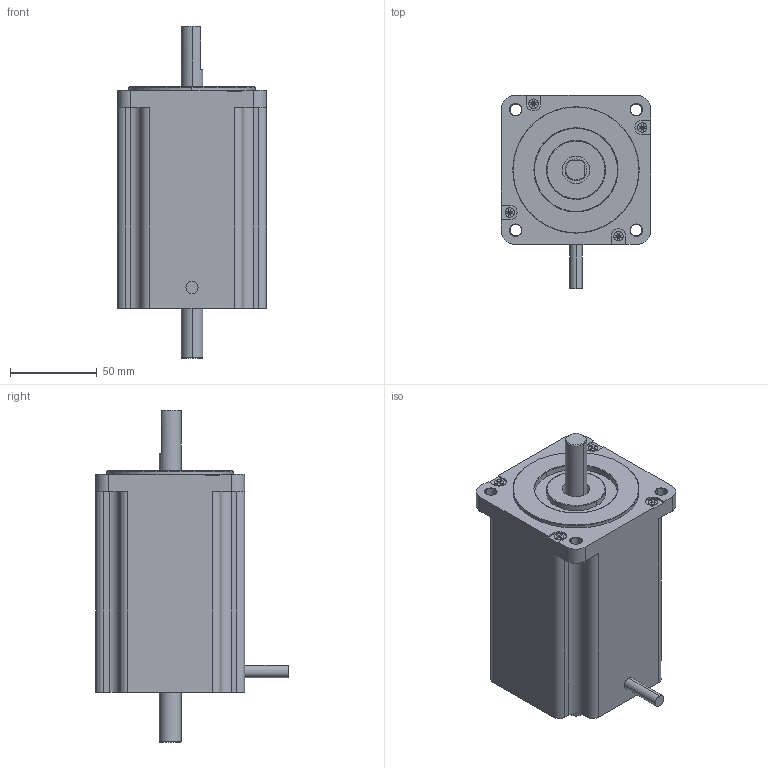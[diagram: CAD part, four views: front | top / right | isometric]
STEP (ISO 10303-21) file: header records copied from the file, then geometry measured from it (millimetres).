
FILE_DESCRIPTION (( 'STEP AP214' ), '1' );
FILE_NAME ('8718L-04PD-12RO Coord fXT.STEP', '2020-04-09T12:06:16', ( '' ), ( '' ), 'SwSTEP 2.0', 'SolidWorks 2017', '' );
FILE_SCHEMA (( 'AUTOMOTIVE_DESIGN' ));
Length unit declared in the file: inch
Products named in the file (1): 8718L-04PD-12RO Coord fXT
Bounding box: 86.1 x 111.4 x 191.8 mm (x, y, z)
Volume: 855159.8 mm3; surface area: 61357.1 mm2
Topology: 1 solids, 1 shells, 205 faces, 517 edges, 339 vertices
Faces by surface type: plane 107, cylinder 71, cone 23, bspline 4
Entity records: 6504 total; most frequent: CARTESIAN_POINT 1382, DIRECTION 1086, ORIENTED_EDGE 1034, EDGE_CURVE 517, AXIS2_PLACEMENT_3D 379, VERTEX_POINT 339, LINE 328, VECTOR 328
